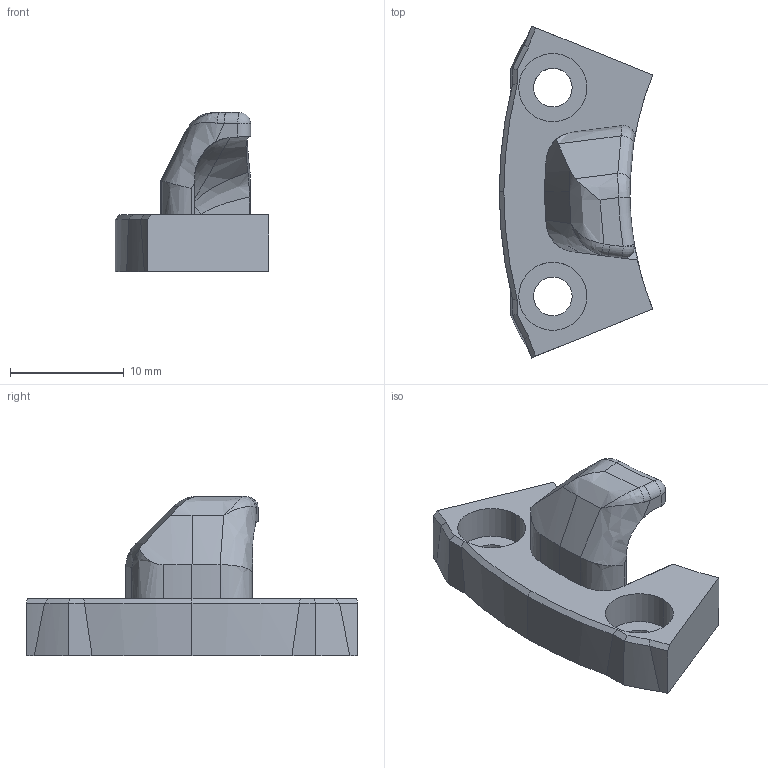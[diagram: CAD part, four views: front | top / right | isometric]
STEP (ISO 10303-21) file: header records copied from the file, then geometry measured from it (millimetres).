
FILE_DESCRIPTION (( 'STEP AP214' ), '1' );
FILE_NAME ('top_housing.STEP', '2025-03-31T14:03:42', ( '' ), ( '' ), 'SwSTEP 2.0', 'SolidWorks 2025', '' );
FILE_SCHEMA (( 'AUTOMOTIVE_DESIGN' ));
Length unit declared in the file: millimetre
Products named in the file (1): top_housing_cache_cable_upper
Bounding box: 13.5 x 29.22 x 14 mm (x, y, z)
Volume: 1301.4 mm3; surface area: 1325.1 mm2
Topology: 1 solids, 1 shells, 80 faces, 207 edges, 129 vertices
Faces by surface type: plane 24, cylinder 23, bspline 20, cone 10, sphere 2, torus 1
Entity records: 3127 total; most frequent: CARTESIAN_POINT 1394, ORIENTED_EDGE 408, DIRECTION 285, EDGE_CURVE 204, VERTEX_POINT 128, AXIS2_PLACEMENT_3D 115, EDGE_LOOP 86, ADVANCED_FACE 80
